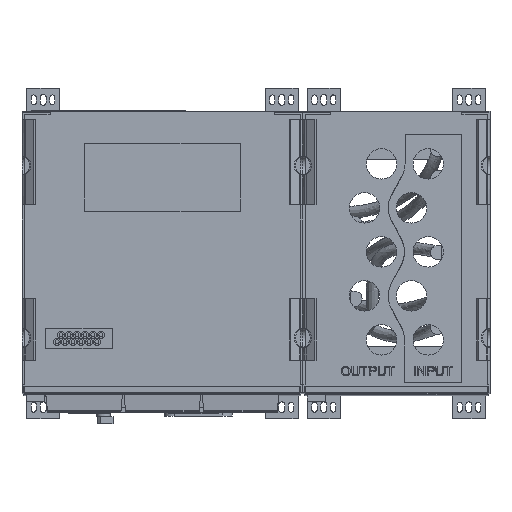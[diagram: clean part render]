
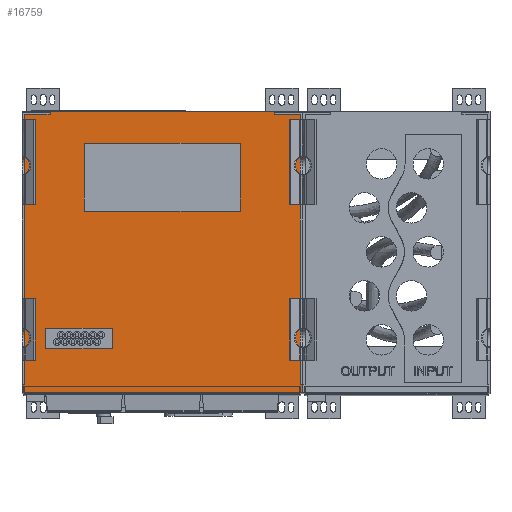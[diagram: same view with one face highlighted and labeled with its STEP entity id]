
A CAD part, top view. The second image highlights one B-rep face of the part: STEP entity #16759.
In plain terms, the highlighted planar face has unit normal (0, 0, 1).
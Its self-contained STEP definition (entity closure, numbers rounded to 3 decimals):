
#16759=ADVANCED_FACE('',(#36891,#36892,#36893,#36894,#36895),#19743,.T.);
#19743=PLANE('',#72845);
#22318=LINE('',#91572,#29195);
#22558=LINE('',#92647,#29435);
#22561=LINE('',#92653,#29438);
#22563=LINE('',#92657,#29440);
#22565=LINE('',#92661,#29442);
#22567=LINE('',#92665,#29444);
#22569=LINE('',#92669,#29446);
#22571=LINE('',#92673,#29448);
#22573=LINE('',#92677,#29450);
#22575=LINE('',#92681,#29452);
#22577=LINE('',#92685,#29454);
#22579=LINE('',#92689,#29456);
#22581=LINE('',#92693,#29458);
#22583=LINE('',#92697,#29460);
#22585=LINE('',#92701,#29462);
#22587=LINE('',#92705,#29464);
#22589=LINE('',#92709,#29466);
#22596=LINE('',#92723,#29473);
#22597=LINE('',#92725,#29474);
#22598=LINE('',#92728,#29475);
#22599=LINE('',#92730,#29476);
#22600=LINE('',#92732,#29477);
#22601=LINE('',#92733,#29478);
#22602=LINE('',#92735,#29479);
#29195=VECTOR('',#76554,1.);
#29435=VECTOR('',#77224,1.);
#29438=VECTOR('',#77229,1.);
#29440=VECTOR('',#77233,1.);
#29442=VECTOR('',#77237,1.);
#29444=VECTOR('',#77241,1.);
#29446=VECTOR('',#77245,1.);
#29448=VECTOR('',#77249,1.);
#29450=VECTOR('',#77253,1.);
#29452=VECTOR('',#77257,1.);
#29454=VECTOR('',#77261,1.);
#29456=VECTOR('',#77265,1.);
#29458=VECTOR('',#77269,1.);
#29460=VECTOR('',#77273,1.);
#29462=VECTOR('',#77277,1.);
#29464=VECTOR('',#77281,1.);
#29466=VECTOR('',#77285,1.);
#29473=VECTOR('',#77294,1.);
#29474=VECTOR('',#77297,1.);
#29475=VECTOR('',#77298,1.);
#29476=VECTOR('',#77299,1.);
#29477=VECTOR('',#77300,1.);
#29478=VECTOR('',#77301,1.);
#29479=VECTOR('',#77302,1.);
#36891=FACE_BOUND('',#38304,.T.);
#36892=FACE_BOUND('',#38305,.T.);
#36893=FACE_BOUND('',#38306,.T.);
#36894=FACE_BOUND('',#38307,.T.);
#36895=FACE_BOUND('',#38308,.T.);
#38304=EDGE_LOOP('',(#43061,#43062,#43063,#43064));
#38305=EDGE_LOOP('',(#43065,#43066,#43067,#43068));
#38306=EDGE_LOOP('',(#43069,#43070,#43071,#43072,#43073,#43074));
#38307=EDGE_LOOP('',(#43075,#43076,#43077,#43078));
#38308=EDGE_LOOP('',(#43079,#43080,#43081,#43082,#43083,#43084));
#43061=ORIENTED_EDGE('',*,*,#64515,.F.);
#43062=ORIENTED_EDGE('',*,*,#64516,.F.);
#43063=ORIENTED_EDGE('',*,*,#64517,.F.);
#43064=ORIENTED_EDGE('',*,*,#64518,.F.);
#43065=ORIENTED_EDGE('',*,*,#64519,.F.);
#43066=ORIENTED_EDGE('',*,*,#64514,.F.);
#43067=ORIENTED_EDGE('',*,*,#64104,.T.);
#43068=ORIENTED_EDGE('',*,*,#64520,.T.);
#43069=ORIENTED_EDGE('',*,*,#64507,.F.);
#43070=ORIENTED_EDGE('',*,*,#64505,.T.);
#43071=ORIENTED_EDGE('',*,*,#64503,.T.);
#43072=ORIENTED_EDGE('',*,*,#64501,.T.);
#43073=ORIENTED_EDGE('',*,*,#64499,.T.);
#43074=ORIENTED_EDGE('',*,*,#64497,.F.);
#43075=ORIENTED_EDGE('',*,*,#64495,.F.);
#43076=ORIENTED_EDGE('',*,*,#64493,.F.);
#43077=ORIENTED_EDGE('',*,*,#64491,.F.);
#43078=ORIENTED_EDGE('',*,*,#64489,.F.);
#43079=ORIENTED_EDGE('',*,*,#64476,.T.);
#43080=ORIENTED_EDGE('',*,*,#64487,.T.);
#43081=ORIENTED_EDGE('',*,*,#64485,.T.);
#43082=ORIENTED_EDGE('',*,*,#64483,.T.);
#43083=ORIENTED_EDGE('',*,*,#64481,.T.);
#43084=ORIENTED_EDGE('',*,*,#64479,.T.);
#58561=VERTEX_POINT('',#91571);
#58562=VERTEX_POINT('',#91573);
#58826=VERTEX_POINT('',#92648);
#58827=VERTEX_POINT('',#92649);
#58828=VERTEX_POINT('',#92654);
#58829=VERTEX_POINT('',#92658);
#58830=VERTEX_POINT('',#92662);
#58831=VERTEX_POINT('',#92666);
#58832=VERTEX_POINT('',#92672);
#58833=VERTEX_POINT('',#92674);
#58834=VERTEX_POINT('',#92678);
#58835=VERTEX_POINT('',#92682);
#58836=VERTEX_POINT('',#92688);
#58837=VERTEX_POINT('',#92690);
#58838=VERTEX_POINT('',#92694);
#58839=VERTEX_POINT('',#92698);
#58840=VERTEX_POINT('',#92702);
#58841=VERTEX_POINT('',#92706);
#58846=VERTEX_POINT('',#92720);
#58848=VERTEX_POINT('',#92726);
#58849=VERTEX_POINT('',#92727);
#58850=VERTEX_POINT('',#92729);
#58851=VERTEX_POINT('',#92731);
#58852=VERTEX_POINT('',#92734);
#64104=EDGE_CURVE('',#58562,#58561,#22318,.T.);
#64476=EDGE_CURVE('',#58826,#58827,#22558,.T.);
#64479=EDGE_CURVE('',#58828,#58826,#22561,.T.);
#64481=EDGE_CURVE('',#58829,#58828,#22563,.T.);
#64483=EDGE_CURVE('',#58830,#58829,#22565,.T.);
#64485=EDGE_CURVE('',#58831,#58830,#22567,.T.);
#64487=EDGE_CURVE('',#58827,#58831,#22569,.T.);
#64489=EDGE_CURVE('',#58832,#58833,#22571,.T.);
#64491=EDGE_CURVE('',#58833,#58834,#22573,.T.);
#64493=EDGE_CURVE('',#58834,#58835,#22575,.T.);
#64495=EDGE_CURVE('',#58835,#58832,#22577,.T.);
#64497=EDGE_CURVE('',#58836,#58837,#22579,.T.);
#64499=EDGE_CURVE('',#58838,#58837,#22581,.T.);
#64501=EDGE_CURVE('',#58839,#58838,#22583,.T.);
#64503=EDGE_CURVE('',#58840,#58839,#22585,.T.);
#64505=EDGE_CURVE('',#58841,#58840,#22587,.T.);
#64507=EDGE_CURVE('',#58841,#58836,#22589,.T.);
#64514=EDGE_CURVE('',#58562,#58846,#22596,.T.);
#64515=EDGE_CURVE('',#58848,#58849,#22597,.T.);
#64516=EDGE_CURVE('',#58850,#58848,#22598,.T.);
#64517=EDGE_CURVE('',#58851,#58850,#22599,.T.);
#64518=EDGE_CURVE('',#58849,#58851,#22600,.T.);
#64519=EDGE_CURVE('',#58846,#58852,#22601,.T.);
#64520=EDGE_CURVE('',#58561,#58852,#22602,.T.);
#72845=AXIS2_PLACEMENT_3D('',#92736,#77303,#77304);
#76554=DIRECTION('',(-1.,0.,0.));
#77224=DIRECTION('',(1.,0.,0.));
#77229=DIRECTION('',(0.,1.,0.));
#77233=DIRECTION('',(-1.,0.,0.));
#77237=DIRECTION('',(0.,1.,0.));
#77241=DIRECTION('',(-1.,0.,0.));
#77245=DIRECTION('',(0.,-1.,0.));
#77249=DIRECTION('',(0.,-1.,0.));
#77253=DIRECTION('',(1.,0.,0.));
#77257=DIRECTION('',(0.,1.,0.));
#77261=DIRECTION('',(-1.,0.,0.));
#77265=DIRECTION('',(1.,0.,0.));
#77269=DIRECTION('',(0.,-1.,0.));
#77273=DIRECTION('',(-1.,0.,0.));
#77277=DIRECTION('',(0.,-1.,0.));
#77281=DIRECTION('',(1.,0.,0.));
#77285=DIRECTION('',(0.,-1.,0.));
#77294=DIRECTION('',(0.,-1.,0.));
#77297=DIRECTION('',(1.,0.,0.));
#77298=DIRECTION('',(0.,-1.,0.));
#77299=DIRECTION('',(-1.,0.,0.));
#77300=DIRECTION('',(0.,1.,0.));
#77301=DIRECTION('',(-1.,0.,0.));
#77302=DIRECTION('',(0.,-1.,0.));
#77303=DIRECTION('',(0.,0.,1.));
#77304=DIRECTION('',(1.,0.,0.));
#91571=CARTESIAN_POINT('',(-1950.,600.,1899.5));
#91572=CARTESIAN_POINT('',(0.,600.,1899.5));
#91573=CARTESIAN_POINT('',(-1350.,600.,1899.5));
#92647=CARTESIAN_POINT('',(-1412.5,598.498,1899.5));
#92648=CARTESIAN_POINT('',(-1410.,598.498,1899.5));
#92649=CARTESIAN_POINT('',(-1351.,598.498,1899.5));
#92653=CARTESIAN_POINT('',(-1410.,600.,1899.5));
#92654=CARTESIAN_POINT('',(-1410.,593.5,1899.5));
#92657=CARTESIAN_POINT('',(-1412.5,593.5,1899.5));
#92658=CARTESIAN_POINT('',(-1355.,593.5,1899.5));
#92661=CARTESIAN_POINT('',(-1355.,600.,1899.5));
#92662=CARTESIAN_POINT('',(-1355.,16.,1899.5));
#92665=CARTESIAN_POINT('',(-1350.,16.,1899.5));
#92666=CARTESIAN_POINT('',(-1351.,16.,1899.5));
#92669=CARTESIAN_POINT('',(-1351.,16.,1899.5));
#92672=CARTESIAN_POINT('',(-1899.25,137.,1899.5));
#92673=CARTESIAN_POINT('',(-1899.25,93.,1899.5));
#92674=CARTESIAN_POINT('',(-1899.25,93.,1899.5));
#92677=CARTESIAN_POINT('',(-1899.25,93.,1899.5));
#92678=CARTESIAN_POINT('',(-1757.25,93.,1899.5));
#92681=CARTESIAN_POINT('',(-1757.25,93.,1899.5));
#92682=CARTESIAN_POINT('',(-1757.25,137.,1899.5));
#92685=CARTESIAN_POINT('',(-1899.25,137.,1899.5));
#92688=CARTESIAN_POINT('',(-1949.,16.,1899.5));
#92689=CARTESIAN_POINT('',(-1410.,16.,1899.5));
#92690=CARTESIAN_POINT('',(-1945.,16.,1899.5));
#92693=CARTESIAN_POINT('',(-1945.,300.,1899.5));
#92694=CARTESIAN_POINT('',(-1945.,593.5,1899.5));
#92697=CARTESIAN_POINT('',(-1350.,593.5,1899.5));
#92698=CARTESIAN_POINT('',(-1890.,593.5,1899.5));
#92701=CARTESIAN_POINT('',(-1890.,400.,1899.5));
#92702=CARTESIAN_POINT('',(-1890.,598.498,1899.5));
#92705=CARTESIAN_POINT('',(-1350.,598.498,1899.5));
#92706=CARTESIAN_POINT('',(-1949.,598.498,1899.5));
#92709=CARTESIAN_POINT('',(-1949.,600.,1899.5));
#92720=CARTESIAN_POINT('',(-1350.,0.,1899.5));
#92723=CARTESIAN_POINT('',(-1350.,600.,1899.5));
#92725=CARTESIAN_POINT('',(-1494.5,386.75,1899.5));
#92726=CARTESIAN_POINT('',(-1816.5,386.75,1899.5));
#92727=CARTESIAN_POINT('',(-1483.5,386.75,1899.5));
#92728=CARTESIAN_POINT('',(-1816.5,531.75,1899.5));
#92729=CARTESIAN_POINT('',(-1816.5,531.75,1899.5));
#92730=CARTESIAN_POINT('',(-1805.5,531.75,1899.5));
#92731=CARTESIAN_POINT('',(-1483.5,531.75,1899.5));
#92732=CARTESIAN_POINT('',(-1483.5,456.75,1899.5));
#92733=CARTESIAN_POINT('',(-1350.,0.,1899.5));
#92734=CARTESIAN_POINT('',(-1950.,0.,1899.5));
#92735=CARTESIAN_POINT('',(-1950.,600.,1899.5));
#92736=CARTESIAN_POINT('',(-1350.,600.,1899.5));
